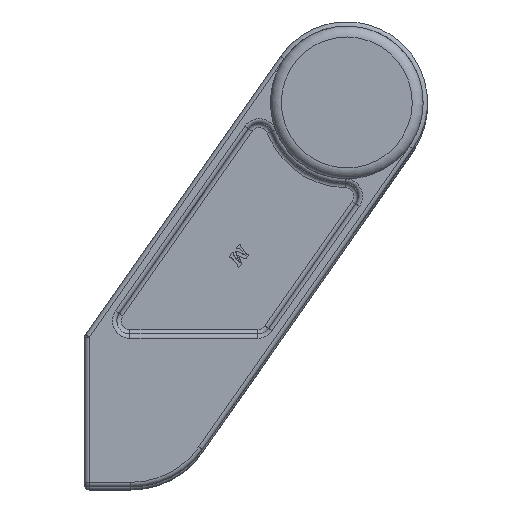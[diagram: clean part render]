
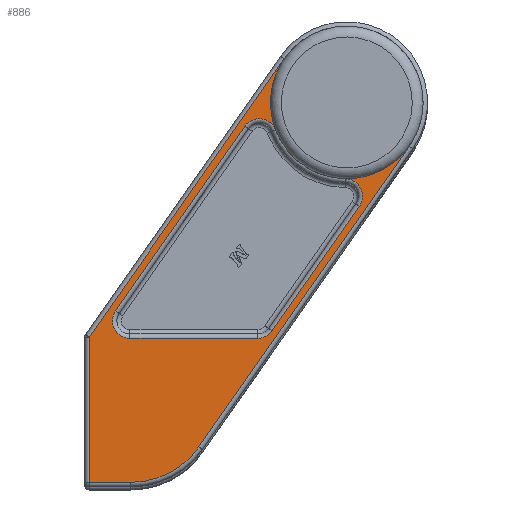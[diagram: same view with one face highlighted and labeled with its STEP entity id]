
A CAD part, top view. The second image highlights one B-rep face of the part: STEP entity #886.
In plain terms, the highlighted planar face has unit normal (0, 0, 1).
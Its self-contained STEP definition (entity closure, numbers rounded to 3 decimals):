
#886=ADVANCED_FACE('',(#2047,#2048,#2049),#2050,.F.);
#2047=FACE_BOUND('',#3889,.T.);
#2048=FACE_OUTER_BOUND('',#3890,.T.);
#2049=FACE_BOUND('',#3891,.T.);
#2050=PLANE('',#3892);
#3889=EDGE_LOOP('',(#7159,#7160,#7161,#7162,#7163,#7164,#7165,#7166));
#3890=EDGE_LOOP('',(#7167,#7168,#7169,#7170,#7171,#7172));
#3891=EDGE_LOOP('',(#7173));
#3892=AXIS2_PLACEMENT_3D('',#7174,#7175,#7176);
#7159=ORIENTED_EDGE('',*,*,#10498,.T.);
#7160=ORIENTED_EDGE('',*,*,#10499,.T.);
#7161=ORIENTED_EDGE('',*,*,#9860,.T.);
#7162=ORIENTED_EDGE('',*,*,#10500,.T.);
#7163=ORIENTED_EDGE('',*,*,#10501,.T.);
#7164=ORIENTED_EDGE('',*,*,#10502,.T.);
#7165=ORIENTED_EDGE('',*,*,#10382,.T.);
#7166=ORIENTED_EDGE('',*,*,#10503,.T.);
#7167=ORIENTED_EDGE('',*,*,#9767,.T.);
#7168=ORIENTED_EDGE('',*,*,#10341,.T.);
#7169=ORIENTED_EDGE('',*,*,#10504,.T.);
#7170=ORIENTED_EDGE('',*,*,#10505,.T.);
#7171=ORIENTED_EDGE('',*,*,#10492,.T.);
#7172=ORIENTED_EDGE('',*,*,#10150,.T.);
#7173=ORIENTED_EDGE('',*,*,#10210,.F.);
#7174=CARTESIAN_POINT('',(60.0,70.0,16.0));
#7175=DIRECTION('',(0.0,0.0,-1.0));
#7176=DIRECTION('',(-1.0,0.,0.0));
#9767=EDGE_CURVE('',#11288,#11293,#11295,.F.);
#9860=EDGE_CURVE('',#11452,#11450,#11453,.T.);
#10150=EDGE_CURVE('',#11931,#11288,#11935,.F.);
#10210=EDGE_CURVE('',#12033,#12033,#12034,.T.);
#10341=EDGE_CURVE('',#11293,#12219,#12221,.F.);
#10382=EDGE_CURVE('',#12273,#12277,#12279,.T.);
#10492=EDGE_CURVE('',#12422,#11931,#12424,.F.);
#10498=EDGE_CURVE('',#12432,#12433,#12434,.T.);
#10499=EDGE_CURVE('',#12433,#11452,#12435,.F.);
#10500=EDGE_CURVE('',#11450,#12436,#12437,.F.);
#10501=EDGE_CURVE('',#12436,#12438,#12439,.T.);
#10502=EDGE_CURVE('',#12438,#12273,#12440,.F.);
#10503=EDGE_CURVE('',#12277,#12432,#12441,.F.);
#10504=EDGE_CURVE('',#12219,#12442,#12443,.F.);
#10505=EDGE_CURVE('',#12442,#12422,#12444,.F.);
#11288=VERTEX_POINT('',#13393);
#11293=VERTEX_POINT('',#13399);
#11295=LINE('',#13401,#13402);
#11450=VERTEX_POINT('',#13826);
#11452=VERTEX_POINT('',#13828);
#11453=CIRCLE('',#13829,4.0);
#11931=VERTEX_POINT('',#14883);
#11935=CIRCLE('',#14887,17.5);
#12033=VERTEX_POINT('',#15347);
#12034=CIRCLE('',#15348,15.15);
#12219=VERTEX_POINT('',#15878);
#12221=LINE('',#15880,#15881);
#12273=VERTEX_POINT('',#15979);
#12277=VERTEX_POINT('',#15983);
#12279=CIRCLE('',#15985,4.0);
#12422=VERTEX_POINT('',#16184);
#12424=LINE('',#16186,#16187);
#12432=VERTEX_POINT('',#16198);
#12433=VERTEX_POINT('',#16199);
#12434=CIRCLE('',#16200,4.0);
#12435=LINE('',#16201,#16202);
#12436=VERTEX_POINT('',#16203);
#12437=LINE('',#16204,#16205);
#12438=VERTEX_POINT('',#16206);
#12439=CIRCLE('',#16207,4.0);
#12440=CIRCLE('',#16208,17.5);
#12441=LINE('',#16209,#16210);
#12442=VERTEX_POINT('',#16211);
#12443=LINE('',#16212,#16213);
#12444=CIRCLE('',#16214,19.0);
#13393=CARTESIAN_POINT('',(45.665,80.038,16.0));
#13399=CARTESIAN_POINT('',(1.0,16.25,16.0));
#13401=CARTESIAN_POINT('',(0.819,15.991,16.0));
#13402=VECTOR('',#18269,1.0);
#13826=CARTESIAN_POINT('',(7.064,22.294,16.0));
#13828=CARTESIAN_POINT('',(10.34,16.0,16.0));
#13829=AXIS2_PLACEMENT_3D('',#18407,#18408,#18409);
#14883=CARTESIAN_POINT('',(74.335,59.962,16.0));
#14887=AXIS2_PLACEMENT_3D('',#18847,#18848,#18849);
#15347=CARTESIAN_POINT('',(75.15,70.0,16.0));
#15348=AXIS2_PLACEMENT_3D('',#18949,#18950,#18951);
#15878=CARTESIAN_POINT('',(1.0,-17.0,16.0));
#15880=CARTESIAN_POINT('',(1.0,-18.0,16.0));
#15881=VECTOR('',#19147,1.0);
#15979=CARTESIAN_POINT('',(59.672,52.503,16.0));
#15983=CARTESIAN_POINT('',(62.874,46.209,16.0));
#15985=AXIS2_PLACEMENT_3D('',#19224,#19225,#19226);
#16184=CARTESIAN_POINT('',(26.119,-8.898,16.0));
#16186=CARTESIAN_POINT('',(74.335,59.962,16.0));
#16187=VECTOR('',#19382,1.0);
#16198=CARTESIAN_POINT('',(42.916,17.706,16.0));
#16199=CARTESIAN_POINT('',(39.639,16.0,16.0));
#16200=AXIS2_PLACEMENT_3D('',#19386,#19387,#19388);
#16201=CARTESIAN_POINT('',(10.34,16.0,16.0));
#16202=VECTOR('',#19389,1.0);
#16203=CARTESIAN_POINT('',(36.661,64.564,16.0));
#16204=CARTESIAN_POINT('',(36.661,64.564,16.0));
#16205=VECTOR('',#19390,1.0);
#16206=CARTESIAN_POINT('',(43.67,63.708,16.0));
#16207=AXIS2_PLACEMENT_3D('',#19391,#19392,#19393);
#16208=AXIS2_PLACEMENT_3D('',#19394,#19395,#19396);
#16209=CARTESIAN_POINT('',(42.916,17.706,16.0));
#16210=VECTOR('',#19397,1.0);
#16211=CARTESIAN_POINT('',(10.555,-17.0,16.0));
#16212=CARTESIAN_POINT('',(10.555,-17.0,16.0));
#16213=VECTOR('',#19398,1.0);
#16214=AXIS2_PLACEMENT_3D('',#19399,#19400,#19401);
#18269=DIRECTION('',(0.574,0.819,0.0));
#18407=CARTESIAN_POINT('',(10.34,20.0,16.0));
#18408=DIRECTION('',(0.0,0.0,-1.0));
#18409=DIRECTION('',(-1.0,0.0,0.0));
#18847=CARTESIAN_POINT('',(60.0,70.0,16.0));
#18848=DIRECTION('',(0.0,0.0,-1.0));
#18849=DIRECTION('',(-1.0,0.0,0.0));
#18949=CARTESIAN_POINT('',(60.0,70.0,16.0));
#18950=DIRECTION('',(0.0,0.0,1.0));
#18951=DIRECTION('',(1.0,0.0,0.0));
#19147=DIRECTION('',(0.,1.0,0.0));
#19224=CARTESIAN_POINT('',(59.597,48.504,16.0));
#19225=DIRECTION('',(0.0,0.0,-1.0));
#19226=DIRECTION('',(-1.0,0.0,0.0));
#19382=DIRECTION('',(-0.574,-0.819,0.0));
#19386=CARTESIAN_POINT('',(39.639,20.0,16.0));
#19387=DIRECTION('',(0.0,0.0,-1.0));
#19388=DIRECTION('',(-1.0,0.0,0.0));
#19389=DIRECTION('',(1.0,0.,0.0));
#19390=DIRECTION('',(-0.574,-0.819,0.0));
#19391=CARTESIAN_POINT('',(39.938,62.27,16.0));
#19392=DIRECTION('',(0.0,0.0,-1.0));
#19393=DIRECTION('',(-1.0,0.0,0.0));
#19394=CARTESIAN_POINT('',(60.0,70.0,16.0));
#19395=DIRECTION('',(0.0,0.0,-1.0));
#19396=DIRECTION('',(-1.0,0.0,0.0));
#19397=DIRECTION('',(0.574,0.819,0.0));
#19398=DIRECTION('',(-1.0,0.0,0.0));
#19399=CARTESIAN_POINT('',(10.555,2.0,16.0));
#19400=DIRECTION('',(0.0,0.0,-1.0));
#19401=DIRECTION('',(-1.0,0.0,0.0));
